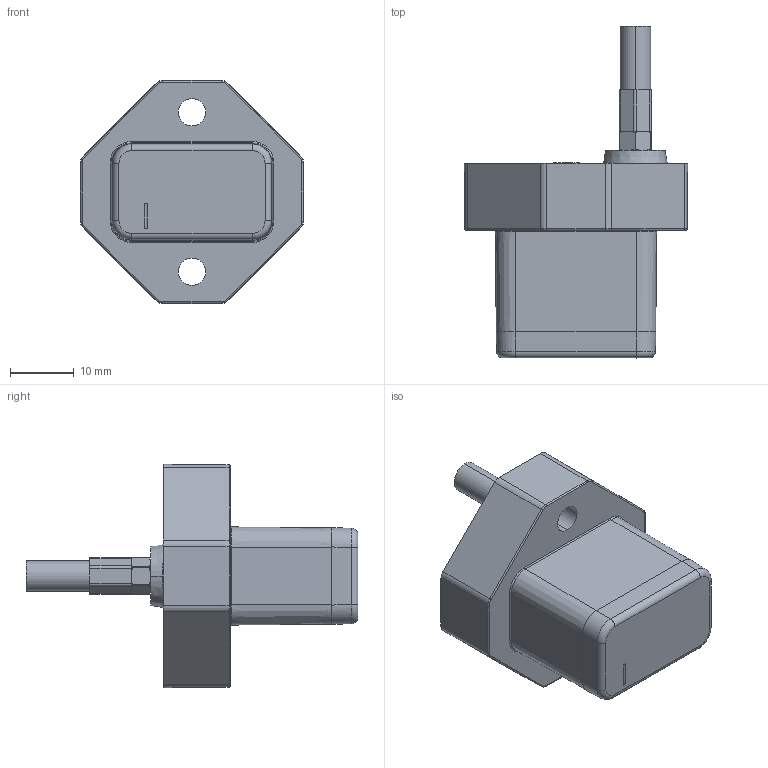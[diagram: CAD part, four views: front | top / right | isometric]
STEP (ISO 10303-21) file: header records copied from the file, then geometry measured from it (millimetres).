
FILE_DESCRIPTION((''),'2;1');
FILE_NAME('DM_CAD-2386_SW0001','2016-08-22T',('creinig-se'),(''),'PRO/ENGINEER BY PARAMETRIC TECHNOLOGY CORPORATION, 2015440','PRO/ENGINEER BY PARAMETRIC TECHNOLOGY CORPORATION, 2015440','');
FILE_SCHEMA(('CONFIG_CONTROL_DESIGN'));
Length unit declared in the file: millimetre
Products named in the file (1): DM_CAD-2386_SW0001
Bounding box: 35 x 52 x 35 mm (x, y, z)
Volume: 17055.1 mm3; surface area: 5502.3 mm2
Topology: 1 solids, 1 shells, 228 faces, 590 edges, 376 vertices
Faces by surface type: plane 93, cylinder 69, cone 36, torus 26, extrusion 4
Entity records: 9092 total; most frequent: CARTESIAN_POINT 1780, ORIENTED_EDGE 1180, DIRECTION 1162, EDGE_CURVE 590, AXIS2_PLACEMENT_3D 424, VERTEX_POINT 376, VECTOR 314, LINE 310
